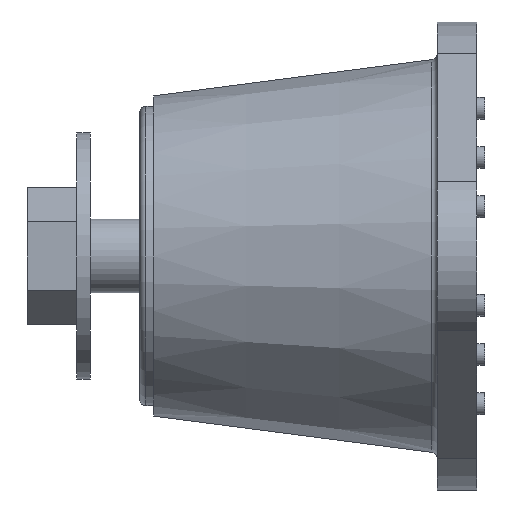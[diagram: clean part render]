
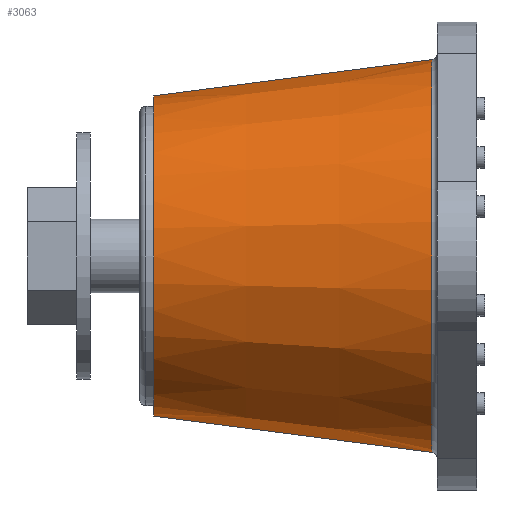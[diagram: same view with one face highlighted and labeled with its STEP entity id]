
A CAD part, left-side view. The second image highlights one B-rep face of the part: STEP entity #3063.
In plain terms, the highlighted conical face has half-angle 7.419 degrees and reference radius 25.4 mm.
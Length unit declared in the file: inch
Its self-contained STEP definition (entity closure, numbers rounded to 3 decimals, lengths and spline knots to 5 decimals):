
#79 = LINE ( 'NONE', #2970, #2334 ) ;
#291 = CARTESIAN_POINT ( 'NONE',  ( 0., 0.22722, 0. ) ) ;
#417 = EDGE_LOOP ( 'NONE', ( #2688, #3296, #2574, #2420 ) ) ;
#681 = VERTEX_POINT ( 'NONE', #1487 ) ;
#723 = CONICAL_SURFACE ( 'NONE', #1969, 1., 0.129 ) ;
#878 = EDGE_CURVE ( 'NONE', #2205, #1912, #79, .T. ) ;
#1074 = EDGE_CURVE ( 'NONE', #2205, #681, #1428, .T. ) ;
#1129 = CARTESIAN_POINT ( 'NONE',  ( 0., 1.64, 0. ) ) ;
#1191 = DIRECTION ( 'NONE',  ( 0., 0., -1. ) ) ;
#1428 = CIRCLE ( 'NONE', #3298, 0.8125 ) ;
#1454 = DIRECTION ( 'NONE',  ( 0., -1., 0. ) ) ;
#1455 = VECTOR ( 'NONE', #2071, 39.37008 ) ;
#1487 = CARTESIAN_POINT ( 'NONE',  ( 0., 1.64, -0.8125 ) ) ;
#1545 = VERTEX_POINT ( 'NONE', #1672 ) ;
#1672 = CARTESIAN_POINT ( 'NONE',  ( 0., 0.22722, -0.99646 ) ) ;
#1910 = DIRECTION ( 'NONE',  ( 0., -1., 0. ) ) ;
#1912 = VERTEX_POINT ( 'NONE', #3143 ) ;
#1969 = AXIS2_PLACEMENT_3D ( 'NONE', #2724, #1454, #1191 ) ;
#2071 = DIRECTION ( 'NONE',  ( 0., -0.992, -0.129 ) ) ;
#2108 = AXIS2_PLACEMENT_3D ( 'NONE', #291, #2372, #2346 ) ;
#2122 = DIRECTION ( 'NONE',  ( 0., 0., -1. ) ) ;
#2196 = DIRECTION ( 'NONE',  ( 0., -0.992, 0.129 ) ) ;
#2205 = VERTEX_POINT ( 'NONE', #3267 ) ;
#2334 = VECTOR ( 'NONE', #2196, 39.37008 ) ;
#2346 = DIRECTION ( 'NONE',  ( 0., 0., 1. ) ) ;
#2372 = DIRECTION ( 'NONE',  ( 0., 1., 0. ) ) ;
#2383 = EDGE_CURVE ( 'NONE', #681, #1545, #3326, .T. ) ;
#2420 = ORIENTED_EDGE ( 'NONE', *, *, #3319, .T. ) ;
#2574 = ORIENTED_EDGE ( 'NONE', *, *, #2383, .T. ) ;
#2601 = CARTESIAN_POINT ( 'NONE',  ( 0., 0.2, -1. ) ) ;
#2688 = ORIENTED_EDGE ( 'NONE', *, *, #878, .F. ) ;
#2724 = CARTESIAN_POINT ( 'NONE',  ( 0., 0.2, 0. ) ) ;
#2744 = FACE_OUTER_BOUND ( 'NONE', #417, .T. ) ;
#2908 = CIRCLE ( 'NONE', #2108, 0.99646 ) ;
#2970 = CARTESIAN_POINT ( 'NONE',  ( 0., 0.2, 1. ) ) ;
#3063 = ADVANCED_FACE ( 'NONE', ( #2744 ), #723, .T. ) ;
#3143 = CARTESIAN_POINT ( 'NONE',  ( 0., 0.22722, 0.99646 ) ) ;
#3267 = CARTESIAN_POINT ( 'NONE',  ( 0., 1.64, 0.8125 ) ) ;
#3296 = ORIENTED_EDGE ( 'NONE', *, *, #1074, .T. ) ;
#3298 = AXIS2_PLACEMENT_3D ( 'NONE', #1129, #1910, #2122 ) ;
#3319 = EDGE_CURVE ( 'NONE', #1545, #1912, #2908, .T. ) ;
#3326 = LINE ( 'NONE', #2601, #1455 ) ;
